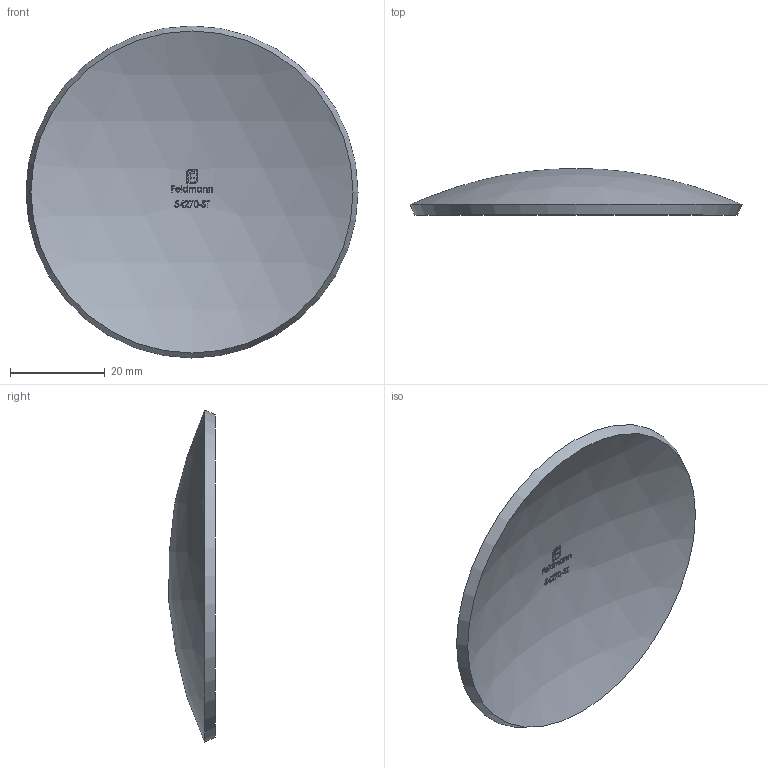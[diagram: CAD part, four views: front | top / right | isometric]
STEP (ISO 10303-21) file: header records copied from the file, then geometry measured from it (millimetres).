
FILE_DESCRIPTION (( 'STEP AP203' ), '1' );
FILE_NAME ('54270-ST.step', '2022-05-05T09:42:42', ( '' ), ( '' ), 'SwSTEP 2.0', 'SolidWorks 2018', '' );
FILE_SCHEMA (( 'CONFIG_CONTROL_DESIGN' ));
Length unit declared in the file: millimetre
Products named in the file (1): 54270-ST
Bounding box: 70 x 9.84 x 70 mm (x, y, z)
Volume: 9789.3 mm3; surface area: 8386.3 mm2
Topology: 1 solids, 1 shells, 252 faces, 684 edges, 456 vertices
Faces by surface type: plane 121, bspline 106, sphere 24, cone 1
Entity records: 11910 total; most frequent: CARTESIAN_POINT 5960, ORIENTED_EDGE 1366, DIRECTION 1009, EDGE_CURVE 683, VERTEX_POINT 456, AXIS2_PLACEMENT_3D 391, EDGE_LOOP 275, FACE_OUTER_BOUND 252
